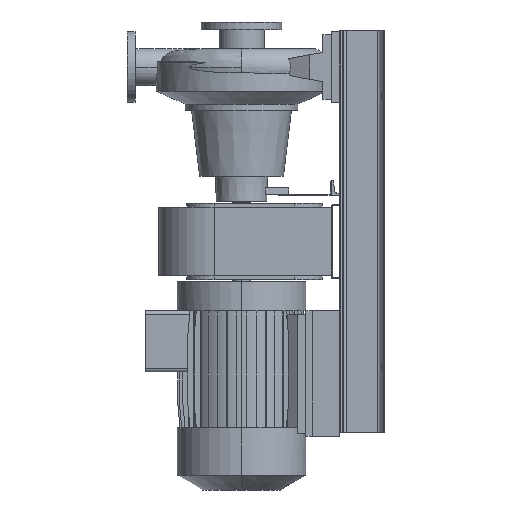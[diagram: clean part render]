
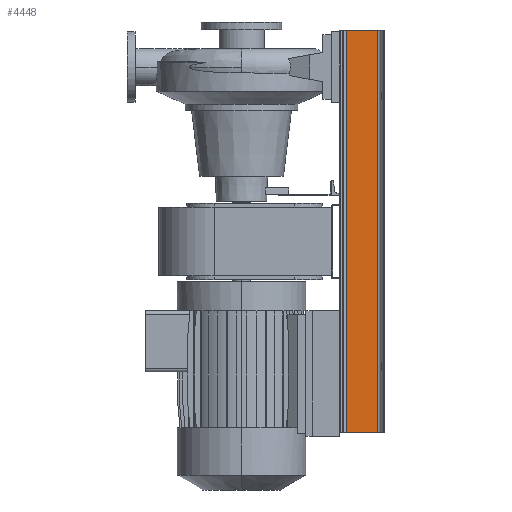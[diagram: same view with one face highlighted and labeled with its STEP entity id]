
A CAD part, left-side view. The second image highlights one B-rep face of the part: STEP entity #4448.
In plain terms, the highlighted face is planar.
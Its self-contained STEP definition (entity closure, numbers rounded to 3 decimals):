
#1674 = FACE_OUTER_BOUND ( 'NONE', #3281, .T. ) ;
#2137 = CARTESIAN_POINT ( 'NONE',  ( 625., 118.922, -187. ) ) ;
#2289 = EDGE_CURVE ( 'NONE', #18223, #10365, #5844, .T. ) ;
#2602 = VERTEX_POINT ( 'NONE', #10475 ) ;
#3073 = LINE ( 'NONE', #13470, #8086 ) ;
#3281 = EDGE_LOOP ( 'NONE', ( #22503, #11196, #22216, #4610 ) ) ;
#3537 = DIRECTION ( 'NONE',  ( -1., 0., 0. ) ) ;
#3657 = CARTESIAN_POINT ( 'NONE',  ( 625., 118.922, -187. ) ) ;
#4448 = ADVANCED_FACE ( 'NONE', ( #1674 ), #5411, .F. ) ;
#4453 = DIRECTION ( 'NONE',  ( 0., 1., 0. ) ) ;
#4610 = ORIENTED_EDGE ( 'NONE', *, *, #8775, .T. ) ;
#5274 = VECTOR ( 'NONE', #3537, 1000. ) ;
#5411 = PLANE ( 'NONE',  #11567 ) ;
#5644 = DIRECTION ( 'NONE',  ( 0., 0., 1. ) ) ;
#5844 = LINE ( 'NONE', #3657, #5274 ) ;
#7825 = DIRECTION ( 'NONE',  ( -1., 0., 0. ) ) ;
#7921 = VERTEX_POINT ( 'NONE', #22559 ) ;
#8086 = VECTOR ( 'NONE', #7825, 1000. ) ;
#8775 = EDGE_CURVE ( 'NONE', #2602, #7921, #3073, .T. ) ;
#9015 = DIRECTION ( 'NONE',  ( 1., 0., 0. ) ) ;
#10365 = VERTEX_POINT ( 'NONE', #23563 ) ;
#10475 = CARTESIAN_POINT ( 'NONE',  ( 625., 21.078, -187. ) ) ;
#11196 = ORIENTED_EDGE ( 'NONE', *, *, #2289, .F. ) ;
#11567 = AXIS2_PLACEMENT_3D ( 'NONE', #2137, #5644, #9015 ) ;
#12611 = LINE ( 'NONE', #19964, #14138 ) ;
#12955 = EDGE_CURVE ( 'NONE', #7921, #10365, #17902, .T. ) ;
#13470 = CARTESIAN_POINT ( 'NONE',  ( 625., 21.078, -187. ) ) ;
#14138 = VECTOR ( 'NONE', #18178, 1000. ) ;
#17902 = LINE ( 'NONE', #20844, #22340 ) ;
#18178 = DIRECTION ( 'NONE',  ( 0., 1., 0. ) ) ;
#18223 = VERTEX_POINT ( 'NONE', #23263 ) ;
#19128 = EDGE_CURVE ( 'NONE', #2602, #18223, #12611, .T. ) ;
#19964 = CARTESIAN_POINT ( 'NONE',  ( 625., 118.922, -187. ) ) ;
#20844 = CARTESIAN_POINT ( 'NONE',  ( -625., 118.922, -187. ) ) ;
#22216 = ORIENTED_EDGE ( 'NONE', *, *, #19128, .F. ) ;
#22340 = VECTOR ( 'NONE', #4453, 1000. ) ;
#22503 = ORIENTED_EDGE ( 'NONE', *, *, #12955, .T. ) ;
#22559 = CARTESIAN_POINT ( 'NONE',  ( -625., 21.078, -187. ) ) ;
#23263 = CARTESIAN_POINT ( 'NONE',  ( 625., 118.922, -187. ) ) ;
#23563 = CARTESIAN_POINT ( 'NONE',  ( -625., 118.922, -187. ) ) ;
